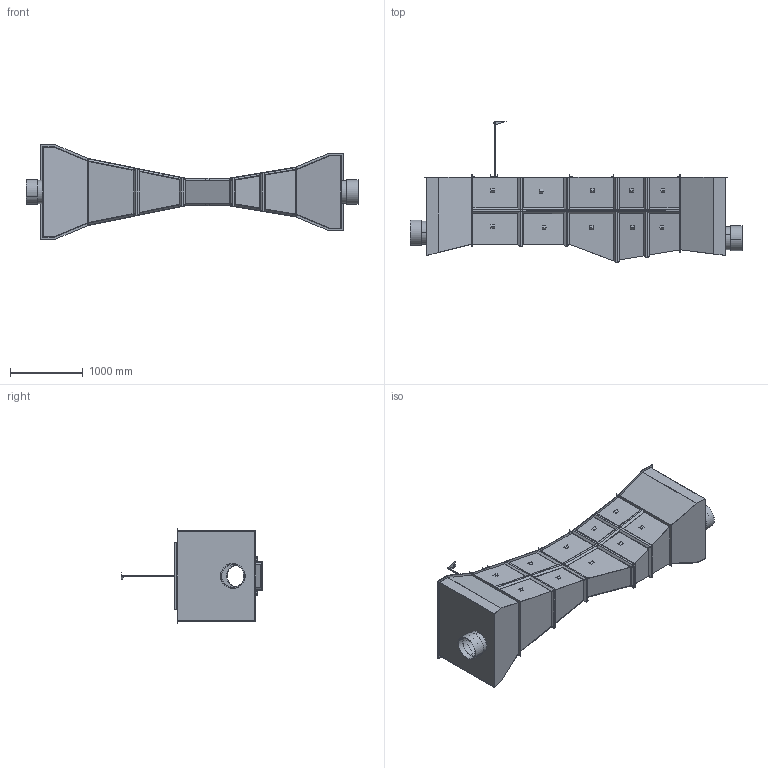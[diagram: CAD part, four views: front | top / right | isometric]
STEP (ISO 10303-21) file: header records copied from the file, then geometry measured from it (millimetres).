
FILE_DESCRIPTION (( 'STEP AP214' ), '1' );
FILE_NAME ('12in Parshall flume Assem1with options.STEP', '2020-08-12T15:41:54', ( '' ), ( '' ), 'SwSTEP 2.0', 'SolidWorks 2020', '' );
FILE_SCHEMA (( 'AUTOMOTIVE_DESIGN' ));
Length unit declared in the file: inch
Products named in the file (17): 12 Ultrasonic Transducer Assy_12in Parshll Flume; 12 MirrorAngle bracket; 12 Rev ATop Bracket Assembly; 12 parshall inlet adapter_12 inch; 12in Parshall flume Assem1with options; 12 C Channel Ultrasonic Bkt_2in Parshall; Copy of 49976 Rev Ashaft^12 Ultrasonic Transducer Assy; 12 Rev ATop Bracket Tube; 12 Rev ATop Bracket Rev A sheet metal; Parshal Flume_12inch; 12 FRP Pipe Stub_O12"; 12 Fernco Coupler_12 INCH FERNCO FITTING; Parshall Staff Gauge 24in long parshall staff gauge_English Staff Gauge - 36"; 12 Rev Abase plate; 12 Angle bracket; 12 parshall outlet end adapter_12 INCH; hex nut_ai_HNUT 0.2500-20-D-N
Assembly tree (36 placements, depth 4):
  12in Parshall flume Assem1with options
    12 Ultrasonic Transducer Assy_12in Parshll Flume
      12 Rev Abase plate
      Copy of 49976 Rev Ashaft^12 Ultrasonic Transducer Assy
      12 Rev ATop Bracket Assembly
        hex nut_ai_HNUT 0.2500-20-D-N
        12 Rev ATop Bracket Tube
        12 Rev ATop Bracket Rev A sheet metal
      12 C Channel Ultrasonic Bkt_2in Parshall
    12 Angle bracket  x19
    12 MirrorAngle bracket
    12 parshall inlet adapter_12 inch
    12 parshall outlet end adapter_12 INCH
    12 FRP Pipe Stub_O12"  x2
    12 Fernco Coupler_12 INCH FERNCO FITTING  x2
    Parshal Flume_12inch
    Parshall Staff Gauge 24in long parshall staff gauge_English Staff Gauge - 36"
Bounding box: 4556.12 x 1943.82 x 1301.75 mm (x, y, z)
Volume: 99721897.9 mm3; surface area: 35862611.5 mm2
Topology: 57 solids, 57 shells, 692 faces, 1704 edges, 1124 vertices
Faces by surface type: plane 627, cylinder 47, cone 16, bspline 2
Entity records: 18669 total; most frequent: CARTESIAN_POINT 3271, ORIENTED_EDGE 2712, DIRECTION 2540, EDGE_CURVE 1356, LINE 1238, VECTOR 1238, VERTEX_POINT 892, AXIS2_PLACEMENT_3D 651
